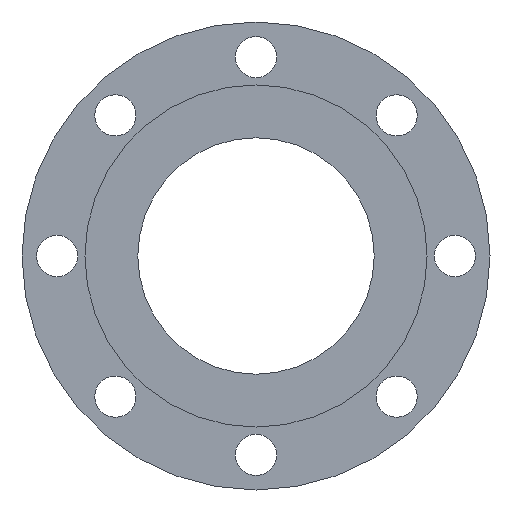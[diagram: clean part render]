
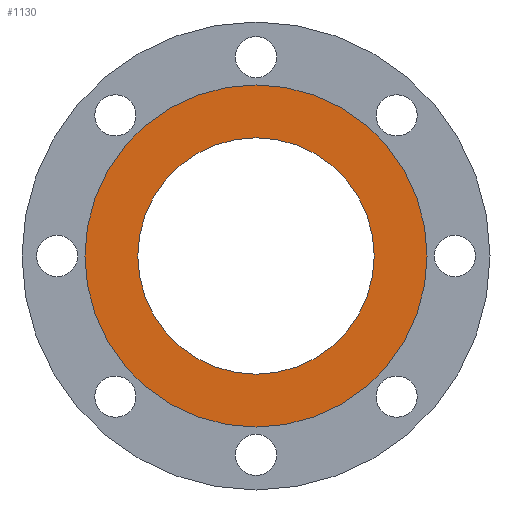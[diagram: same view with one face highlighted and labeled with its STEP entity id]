
A CAD part, front view. The second image highlights one B-rep face of the part: STEP entity #1130.
In plain terms, the highlighted planar face has unit normal (0, -1, 0).
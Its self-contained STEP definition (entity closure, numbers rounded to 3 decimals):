
#17 = CIRCLE ( 'NONE', #898, 92.85 ) ;
#39 = DIRECTION ( 'NONE',  ( 0., 1., 0. ) ) ;
#68 = EDGE_CURVE ( 'NONE', #565, #719, #578, .T. ) ;
#71 = ORIENTED_EDGE ( 'NONE', *, *, #766, .F. ) ;
#79 = ORIENTED_EDGE ( 'NONE', *, *, #103, .F. ) ;
#88 = EDGE_CURVE ( 'NONE', #719, #565, #598, .T. ) ;
#103 = EDGE_CURVE ( 'NONE', #533, #585, #17, .T. ) ;
#114 = ORIENTED_EDGE ( 'NONE', *, *, #88, .T. ) ;
#115 = PLANE ( 'NONE',  #653 ) ;
#161 = EDGE_LOOP ( 'NONE', ( #71, #79 ) ) ;
#163 = CARTESIAN_POINT ( 'NONE',  ( 0., 0., 0. ) ) ;
#207 = FACE_BOUND ( 'NONE', #858, .T. ) ;
#224 = ORIENTED_EDGE ( 'NONE', *, *, #68, .T. ) ;
#254 = CARTESIAN_POINT ( 'NONE',  ( 0., 0., 0. ) ) ;
#289 = CARTESIAN_POINT ( 'NONE',  ( 0., 0., 92.85 ) ) ;
#320 = DIRECTION ( 'NONE',  ( 0., 0., 1. ) ) ;
#325 = CARTESIAN_POINT ( 'NONE',  ( 0., 0., 64.15 ) ) ;
#351 = DIRECTION ( 'NONE',  ( 0., 1., 0. ) ) ;
#363 = DIRECTION ( 'NONE',  ( 0., 0., 1. ) ) ;
#415 = CIRCLE ( 'NONE', #629, 92.85 ) ;
#519 = CARTESIAN_POINT ( 'NONE',  ( 0., 0., 0. ) ) ;
#533 = VERTEX_POINT ( 'NONE', #752 ) ;
#536 = DIRECTION ( 'NONE',  ( 0., 1., 0. ) ) ;
#565 = VERTEX_POINT ( 'NONE', #844 ) ;
#576 = FACE_OUTER_BOUND ( 'NONE', #161, .T. ) ;
#578 = CIRCLE ( 'NONE', #976, 64.15 ) ;
#585 = VERTEX_POINT ( 'NONE', #289 ) ;
#598 = CIRCLE ( 'NONE', #747, 64.15 ) ;
#629 = AXIS2_PLACEMENT_3D ( 'NONE', #519, #39, #320 ) ;
#653 = AXIS2_PLACEMENT_3D ( 'NONE', #1052, #859, #836 ) ;
#719 = VERTEX_POINT ( 'NONE', #325 ) ;
#732 = DIRECTION ( 'NONE',  ( 0., 0., 1. ) ) ;
#747 = AXIS2_PLACEMENT_3D ( 'NONE', #254, #1003, #732 ) ;
#752 = CARTESIAN_POINT ( 'NONE',  ( 0., 0., -92.85 ) ) ;
#766 = EDGE_CURVE ( 'NONE', #585, #533, #415, .T. ) ;
#836 = DIRECTION ( 'NONE',  ( 0., 0., -1. ) ) ;
#844 = CARTESIAN_POINT ( 'NONE',  ( 0., 0., -64.15 ) ) ;
#858 = EDGE_LOOP ( 'NONE', ( #114, #224 ) ) ;
#859 = DIRECTION ( 'NONE',  ( 0., -1., 0. ) ) ;
#898 = AXIS2_PLACEMENT_3D ( 'NONE', #163, #536, #363 ) ;
#976 = AXIS2_PLACEMENT_3D ( 'NONE', #1184, #351, #1013 ) ;
#1003 = DIRECTION ( 'NONE',  ( 0., 1., 0. ) ) ;
#1013 = DIRECTION ( 'NONE',  ( 0., 0., 1. ) ) ;
#1052 = CARTESIAN_POINT ( 'NONE',  ( 0., 0., 64.15 ) ) ;
#1130 = ADVANCED_FACE ( 'NONE', ( #207, #576 ), #115, .T. ) ;
#1184 = CARTESIAN_POINT ( 'NONE',  ( 0., 0., 0. ) ) ;
